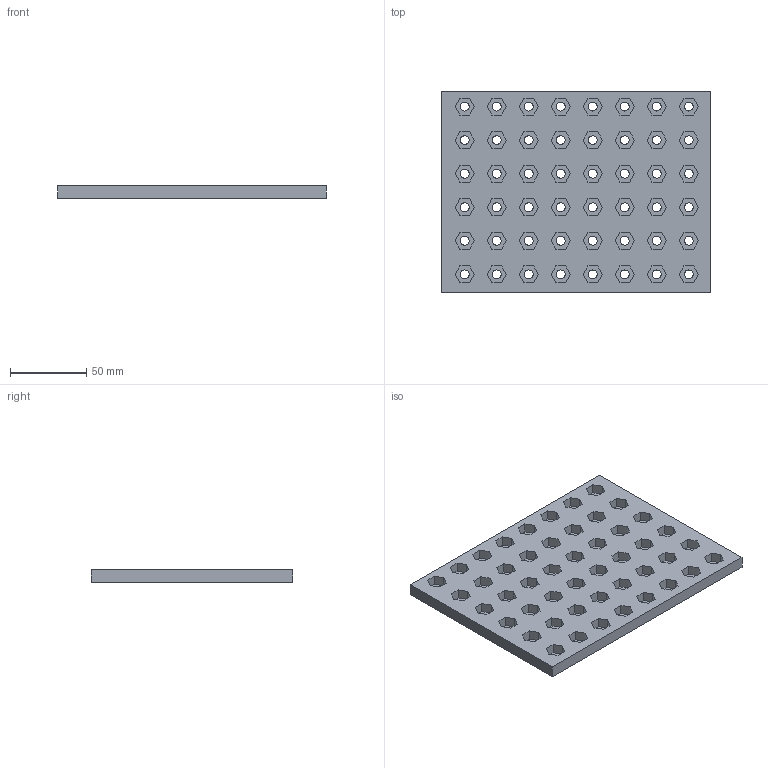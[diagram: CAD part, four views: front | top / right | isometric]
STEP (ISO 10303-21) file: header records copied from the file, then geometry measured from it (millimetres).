
FILE_DESCRIPTION(/* description */ (''),/* implementation_level */ '2;1');
FILE_NAME(/* name */ 'Cheeseboard.step',/* time_stamp */ '2026-02-23T13:03:53-06:00',/* author */ (''),/* organization */ (''),/* preprocessor_version */ 'ST-DEVELOPER v20.1',/* originating_system */ 'Autodesk Translation Framework v14.24.0.0',/* authorisation */ '');
FILE_SCHEMA (('AUTOMOTIVE_DESIGN { 1 0 10303 214 3 1 1 }'));
Length unit declared in the file: millimetre
Products named in the file (1): 2025-11-09-12-34-21-661
Bounding box: 176 x 132 x 8 mm (x, y, z)
Volume: 151292.2 mm3; surface area: 62088.6 mm2
Topology: 1 solids, 1 shells, 390 faces, 1020 edges, 680 vertices
Faces by surface type: plane 342, cylinder 48
Full cylindrical faces by diameter (mm): 5.75 x48
Entity records: 12045 total; most frequent: CARTESIAN_POINT 2091, ORIENTED_EDGE 2040, DIRECTION 1898, EDGE_CURVE 1020, LINE 924, VECTOR 924, VERTEX_POINT 680, EDGE_LOOP 534
